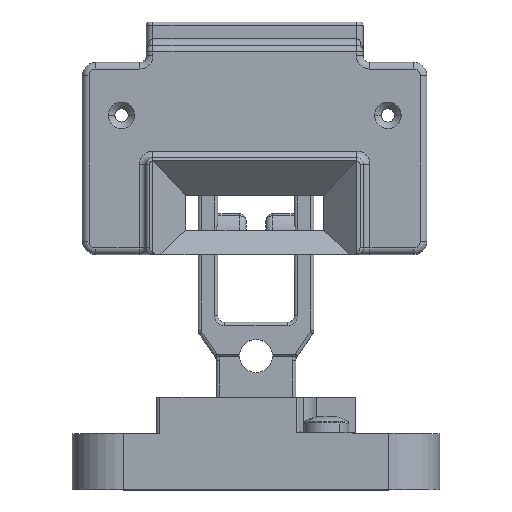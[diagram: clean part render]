
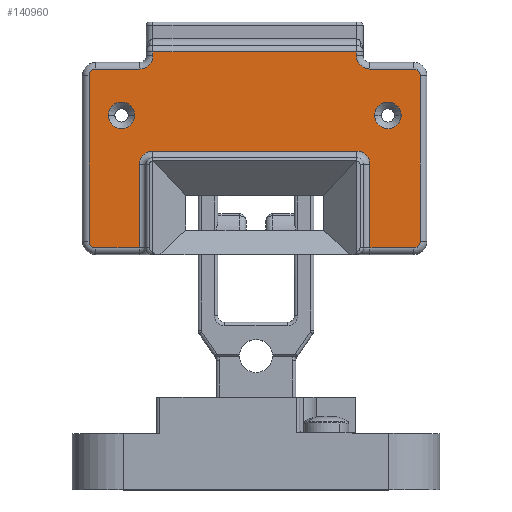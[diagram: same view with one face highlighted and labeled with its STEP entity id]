
A CAD part, top view. The second image highlights one B-rep face of the part: STEP entity #140960.
In plain terms, the highlighted planar face has unit normal (0, 0, 1).
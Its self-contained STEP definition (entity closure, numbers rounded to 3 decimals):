
#122090=CARTESIAN_POINT('',(48.1,21.,3.5));
#122100=VERTEX_POINT('',#122090);
#122130=CARTESIAN_POINT('',(46.1,21.,3.5));
#122140=DIRECTION('',(0.,0.,-1.));
#122150=DIRECTION('',(1.,0.,0.));
#122160=AXIS2_PLACEMENT_3D('',#122130,#122140,#122150);
#122170=CIRCLE('',#122160,2.);
#122180=CARTESIAN_POINT('',(44.1,21.,3.5));
#122190=VERTEX_POINT('',#122180);
#122200=EDGE_CURVE('',#122100,#122190,#122170,.T.);
#122580=CARTESIAN_POINT('',(3.9,21.,3.5));
#122590=VERTEX_POINT('',#122580);
#122620=CARTESIAN_POINT('',(5.9,21.,3.5));
#122630=DIRECTION('',(0.,0.,-1.));
#122640=DIRECTION('',(1.,0.,0.));
#122650=AXIS2_PLACEMENT_3D('',#122620,#122630,#122640);
#122660=CIRCLE('',#122650,2.);
#122670=CARTESIAN_POINT('',(7.9,21.,3.5));
#122680=VERTEX_POINT('',#122670);
#122690=EDGE_CURVE('',#122590,#122680,#122660,.T.);
#139110=CARTESIAN_POINT('',(2.,2.,3.5));
#139120=DIRECTION('',(0.,0.,1.));
#139130=DIRECTION('',(1.,0.,0.));
#139140=AXIS2_PLACEMENT_3D('',#139110,#139120,#139130);
#139150=PLANE('',#139140);
#139160=CARTESIAN_POINT('',(2.,2.,3.5));
#139170=DIRECTION('',(0.,0.,1.));
#139180=DIRECTION('',(1.,0.,0.));
#139190=AXIS2_PLACEMENT_3D('',#139160,#139170,#139180);
#139200=CIRCLE('',#139190,1.);
#139210=CARTESIAN_POINT('',(1.,2.,3.5));
#139220=VERTEX_POINT('',#139210);
#139230=CARTESIAN_POINT('',(2.,1.,3.5));
#139240=VERTEX_POINT('',#139230);
#139250=EDGE_CURVE('',#139220,#139240,#139200,.T.);
#139260=ORIENTED_EDGE('',*,*,#139250,.T.);
#139270=CARTESIAN_POINT('',(1.,2.,3.5));
#139280=DIRECTION('',(0.,-1.,0.));
#139290=VECTOR('',#139280,1000.);
#139300=LINE('',#139270,#139290);
#139310=CARTESIAN_POINT('',(1.,27.,3.5));
#139320=VERTEX_POINT('',#139310);
#139330=EDGE_CURVE('',#139320,#139220,#139300,.T.);
#139340=ORIENTED_EDGE('',*,*,#139330,.T.);
#139350=CARTESIAN_POINT('',(2.,27.,3.5));
#139360=DIRECTION('',(0.,0.,1.));
#139370=DIRECTION('',(1.,0.,0.));
#139380=AXIS2_PLACEMENT_3D('',#139350,#139360,#139370);
#139390=CIRCLE('',#139380,1.);
#139400=CARTESIAN_POINT('',(2.,28.,3.5));
#139410=VERTEX_POINT('',#139400);
#139420=EDGE_CURVE('',#139410,#139320,#139390,.T.);
#139430=ORIENTED_EDGE('',*,*,#139420,.T.);
#139440=CARTESIAN_POINT('',(2.,28.,3.5));
#139450=DIRECTION('',(-1.,0.,0.));
#139460=VECTOR('',#139450,1000.);
#139470=LINE('',#139440,#139460);
#139480=CARTESIAN_POINT('',(8.65,28.,3.5));
#139490=VERTEX_POINT('',#139480);
#139500=EDGE_CURVE('',#139490,#139410,#139470,.T.);
#139510=ORIENTED_EDGE('',*,*,#139500,.T.);
#139520=CARTESIAN_POINT('',(8.65,30.,3.5));
#139530=DIRECTION('',(0.,0.,-1.));
#139540=DIRECTION('',(1.,0.,0.));
#139550=AXIS2_PLACEMENT_3D('',#139520,#139530,#139540);
#139560=CIRCLE('',#139550,2.);
#139570=CARTESIAN_POINT('',(10.65,30.,3.5));
#139580=VERTEX_POINT('',#139570);
#139590=EDGE_CURVE('',#139580,#139490,#139560,.T.);
#139600=ORIENTED_EDGE('',*,*,#139590,.T.);
#139610=CARTESIAN_POINT('',(10.65,30.,3.5));
#139620=DIRECTION('',(0.,-1.,0.));
#139630=VECTOR('',#139620,1000.);
#139640=LINE('',#139610,#139630);
#139650=CARTESIAN_POINT('',(10.65,30.6,3.5));
#139660=VERTEX_POINT('',#139650);
#139670=EDGE_CURVE('',#139660,#139580,#139640,.T.);
#139680=ORIENTED_EDGE('',*,*,#139670,.T.);
#139690=CARTESIAN_POINT('',(10.65,30.6,3.5));
#139700=DIRECTION('',(-1.,0.,0.));
#139710=VECTOR('',#139700,1000.);
#139720=LINE('',#139690,#139710);
#139730=CARTESIAN_POINT('',(41.35,30.6,3.5));
#139740=VERTEX_POINT('',#139730);
#139750=EDGE_CURVE('',#139740,#139660,#139720,.T.);
#139760=ORIENTED_EDGE('',*,*,#139750,.T.);
#139770=CARTESIAN_POINT('',(41.35,30.6,3.5));
#139780=DIRECTION('',(0.,1.,0.));
#139790=VECTOR('',#139780,1000.);
#139800=LINE('',#139770,#139790);
#139810=CARTESIAN_POINT('',(41.35,30.,3.5));
#139820=VERTEX_POINT('',#139810);
#139830=EDGE_CURVE('',#139820,#139740,#139800,.T.);
#139840=ORIENTED_EDGE('',*,*,#139830,.T.);
#139850=CARTESIAN_POINT('',(43.35,30.,3.5));
#139860=DIRECTION('',(0.,0.,-1.));
#139870=DIRECTION('',(1.,0.,0.));
#139880=AXIS2_PLACEMENT_3D('',#139850,#139860,#139870);
#139890=CIRCLE('',#139880,2.);
#139900=CARTESIAN_POINT('',(43.35,28.,3.5));
#139910=VERTEX_POINT('',#139900);
#139920=EDGE_CURVE('',#139910,#139820,#139890,.T.);
#139930=ORIENTED_EDGE('',*,*,#139920,.T.);
#139940=CARTESIAN_POINT('',(43.35,28.,3.5));
#139950=DIRECTION('',(-1.,0.,0.));
#139960=VECTOR('',#139950,1000.);
#139970=LINE('',#139940,#139960);
#139980=CARTESIAN_POINT('',(50.,28.,3.5));
#139990=VERTEX_POINT('',#139980);
#140000=EDGE_CURVE('',#139990,#139910,#139970,.T.);
#140010=ORIENTED_EDGE('',*,*,#140000,.T.);
#140020=CARTESIAN_POINT('',(50.,27.,3.5));
#140030=DIRECTION('',(0.,0.,1.));
#140040=DIRECTION('',(1.,0.,0.));
#140050=AXIS2_PLACEMENT_3D('',#140020,#140030,#140040);
#140060=CIRCLE('',#140050,1.);
#140070=CARTESIAN_POINT('',(51.,27.,3.5));
#140080=VERTEX_POINT('',#140070);
#140090=EDGE_CURVE('',#140080,#139990,#140060,.T.);
#140100=ORIENTED_EDGE('',*,*,#140090,.T.);
#140110=CARTESIAN_POINT('',(51.,27.,3.5));
#140120=DIRECTION('',(0.,1.,0.));
#140130=VECTOR('',#140120,1000.);
#140140=LINE('',#140110,#140130);
#140150=CARTESIAN_POINT('',(51.,2.,3.5));
#140160=VERTEX_POINT('',#140150);
#140170=EDGE_CURVE('',#140160,#140080,#140140,.T.);
#140180=ORIENTED_EDGE('',*,*,#140170,.T.);
#140190=CARTESIAN_POINT('',(50.,2.,3.5));
#140200=DIRECTION('',(0.,0.,1.));
#140210=DIRECTION('',(1.,0.,0.));
#140220=AXIS2_PLACEMENT_3D('',#140190,#140200,#140210);
#140230=CIRCLE('',#140220,1.);
#140240=CARTESIAN_POINT('',(50.,1.,3.5));
#140250=VERTEX_POINT('',#140240);
#140260=EDGE_CURVE('',#140250,#140160,#140230,.T.);
#140270=ORIENTED_EDGE('',*,*,#140260,.T.);
#140280=CARTESIAN_POINT('',(50.,1.,3.5));
#140290=DIRECTION('',(1.,0.,0.));
#140300=VECTOR('',#140290,1000.);
#140310=LINE('',#140280,#140300);
#140320=CARTESIAN_POINT('',(43.4,1.,3.5));
#140330=VERTEX_POINT('',#140320);
#140340=EDGE_CURVE('',#140330,#140250,#140310,.T.);
#140350=ORIENTED_EDGE('',*,*,#140340,.T.);
#140360=CARTESIAN_POINT('',(43.4,2.,3.5));
#140370=DIRECTION('',(0.,-1.,0.));
#140380=VECTOR('',#140370,1000.);
#140390=LINE('',#140360,#140380);
#140400=CARTESIAN_POINT('',(43.4,13.6,3.5));
#140410=VERTEX_POINT('',#140400);
#140420=EDGE_CURVE('',#140410,#140330,#140390,.T.);
#140430=ORIENTED_EDGE('',*,*,#140420,.T.);
#140440=CARTESIAN_POINT('',(41.4,13.6,3.5));
#140450=DIRECTION('',(0.,0.,-1.));
#140460=DIRECTION('',(1.,0.,0.));
#140470=AXIS2_PLACEMENT_3D('',#140440,#140450,#140460);
#140480=CIRCLE('',#140470,2.);
#140490=CARTESIAN_POINT('',(41.4,15.6,3.5));
#140500=VERTEX_POINT('',#140490);
#140510=EDGE_CURVE('',#140500,#140410,#140480,.T.);
#140520=ORIENTED_EDGE('',*,*,#140510,.T.);
#140530=CARTESIAN_POINT('',(2.,15.6,3.5));
#140540=DIRECTION('',(1.,0.,0.));
#140550=VECTOR('',#140540,1000.);
#140560=LINE('',#140530,#140550);
#140570=CARTESIAN_POINT('',(10.6,15.6,3.5));
#140580=VERTEX_POINT('',#140570);
#140590=EDGE_CURVE('',#140580,#140500,#140560,.T.);
#140600=ORIENTED_EDGE('',*,*,#140590,.T.);
#140610=CARTESIAN_POINT('',(10.6,13.6,3.5));
#140620=DIRECTION('',(0.,0.,-1.));
#140630=DIRECTION('',(1.,0.,0.));
#140640=AXIS2_PLACEMENT_3D('',#140610,#140620,#140630);
#140650=CIRCLE('',#140640,2.);
#140660=CARTESIAN_POINT('',(8.6,13.6,3.5));
#140670=VERTEX_POINT('',#140660);
#140680=EDGE_CURVE('',#140670,#140580,#140650,.T.);
#140690=ORIENTED_EDGE('',*,*,#140680,.T.);
#140700=CARTESIAN_POINT('',(8.6,2.,3.5));
#140710=DIRECTION('',(0.,1.,0.));
#140720=VECTOR('',#140710,1000.);
#140730=LINE('',#140700,#140720);
#140740=CARTESIAN_POINT('',(8.6,1.,3.5));
#140750=VERTEX_POINT('',#140740);
#140760=EDGE_CURVE('',#140750,#140670,#140730,.T.);
#140770=ORIENTED_EDGE('',*,*,#140760,.T.);
#140780=CARTESIAN_POINT('',(10.6,1.,3.5));
#140790=DIRECTION('',(1.,0.,0.));
#140800=VECTOR('',#140790,1000.);
#140810=LINE('',#140780,#140800);
#140820=EDGE_CURVE('',#139240,#140750,#140810,.T.);
#140830=ORIENTED_EDGE('',*,*,#140820,.T.);
#140840=EDGE_LOOP('',(#140830,#140770,#140690,#140600,#140520,#140430,
#140350,#140270,#140180,#140100,#140010,#139930,#139840,#139760,#139680,
#139600,#139510,#139430,#139340,#139260));
#140850=FACE_OUTER_BOUND('',#140840,.T.);
#140860=ORIENTED_EDGE('',*,*,#122690,.T.);
#140870=EDGE_CURVE('',#122680,#122590,#122660,.T.);
#140880=ORIENTED_EDGE('',*,*,#140870,.T.);
#140890=EDGE_LOOP('',(#140880,#140860));
#140900=FACE_BOUND('',#140890,.T.);
#140910=EDGE_CURVE('',#122190,#122100,#122170,.T.);
#140920=ORIENTED_EDGE('',*,*,#140910,.T.);
#140930=ORIENTED_EDGE('',*,*,#122200,.T.);
#140940=EDGE_LOOP('',(#140930,#140920));
#140950=FACE_BOUND('',#140940,.T.);
#140960=ADVANCED_FACE('',(#140850,#140900,#140950),#139150,.T.);
